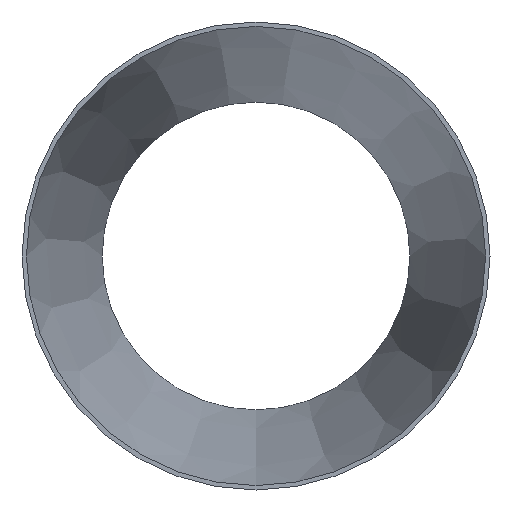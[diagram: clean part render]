
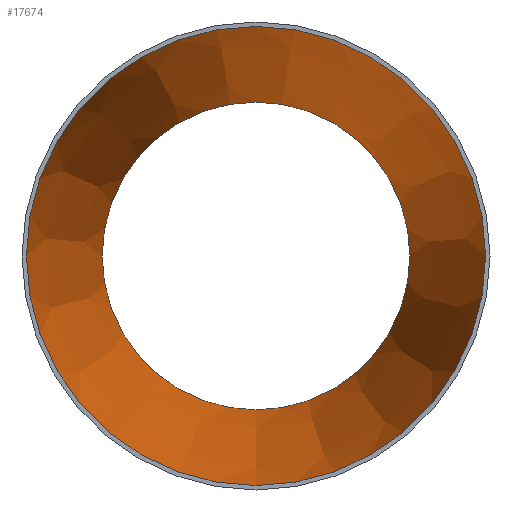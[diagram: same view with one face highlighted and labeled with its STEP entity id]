
A CAD part, front view. The second image highlights one B-rep face of the part: STEP entity #17674.
In plain terms, the highlighted conical face has half-angle 9.534 degrees and reference radius 158.908 mm.
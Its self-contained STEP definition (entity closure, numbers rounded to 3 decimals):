
#583 = EDGE_LOOP ( 'NONE', ( #31102 ) ) ;
#585 = CONICAL_SURFACE ( 'NONE', #27920, 158.908, 0.166 ) ;
#908 = VERTEX_POINT ( 'NONE', #15264 ) ;
#3670 = CIRCLE ( 'NONE', #13980, 106.508 ) ;
#4129 = DIRECTION ( 'NONE',  ( 0., -1., 0. ) ) ;
#7678 = EDGE_LOOP ( 'NONE', ( #22669 ) ) ;
#9025 = EDGE_CURVE ( 'NONE', #24523, #24523, #3670, .T. ) ;
#10703 = EDGE_CURVE ( 'NONE', #908, #908, #18111, .T. ) ;
#11226 = FACE_BOUND ( 'NONE', #583, .T. ) ;
#13980 = AXIS2_PLACEMENT_3D ( 'NONE', #26264, #4129, #23820 ) ;
#14445 = DIRECTION ( 'NONE',  ( 0., -1., 0. ) ) ;
#14601 = CARTESIAN_POINT ( 'NONE',  ( 0., 0., 0. ) ) ;
#15264 = CARTESIAN_POINT ( 'NONE',  ( 0., 0., -158.908 ) ) ;
#17674 = ADVANCED_FACE ( 'NONE', ( #11226, #22984 ), #585, .F. ) ;
#17842 = DIRECTION ( 'NONE',  ( 0., -1., 0. ) ) ;
#18111 = CIRCLE ( 'NONE', #18620, 158.908 ) ;
#18620 = AXIS2_PLACEMENT_3D ( 'NONE', #30443, #17842, #25270 ) ;
#21217 = DIRECTION ( 'NONE',  ( 0., 0., -1. ) ) ;
#22669 = ORIENTED_EDGE ( 'NONE', *, *, #10703, .T. ) ;
#22984 = FACE_OUTER_BOUND ( 'NONE', #7678, .T. ) ;
#23820 = DIRECTION ( 'NONE',  ( 0., 0., -1. ) ) ;
#24523 = VERTEX_POINT ( 'NONE', #27702 ) ;
#25270 = DIRECTION ( 'NONE',  ( 0., 0., -1. ) ) ;
#26264 = CARTESIAN_POINT ( 'NONE',  ( 0., 312., 0. ) ) ;
#27702 = CARTESIAN_POINT ( 'NONE',  ( 0., 312., -106.508 ) ) ;
#27920 = AXIS2_PLACEMENT_3D ( 'NONE', #14601, #14445, #21217 ) ;
#30443 = CARTESIAN_POINT ( 'NONE',  ( 0., 0., 0. ) ) ;
#31102 = ORIENTED_EDGE ( 'NONE', *, *, #9025, .F. ) ;
